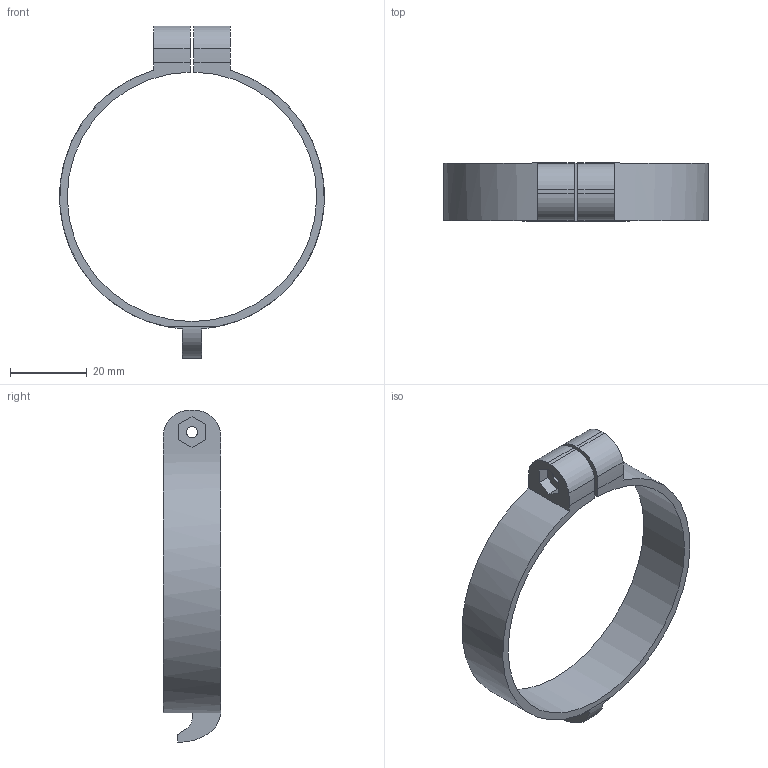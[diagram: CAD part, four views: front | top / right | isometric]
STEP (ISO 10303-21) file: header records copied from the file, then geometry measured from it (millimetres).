
FILE_DESCRIPTION(/* description */ (''),/* implementation_level */ '2;1');
FILE_NAME(/* name */ 'PROTO POUR BANDE ANTI MIRAGE.step',/* time_stamp */ '2022-01-09T21:22:24+01:00',/* author */ (''),/* organization */ (''),/* preprocessor_version */ 'ST-DEVELOPER v18.1',/* originating_system */ 'Autodesk Translation Framework v10.10.0.1391',/* authorisation */ '');
FILE_SCHEMA (('AUTOMOTIVE_DESIGN { 1 0 10303 214 3 1 1 }'));
Length unit declared in the file: millimetre
Products named in the file (1): PROTO POUR BANDE ANTI MIRAGE a-tec
Bounding box: 68.9 x 15 x 86.5 mm (x, y, z)
Volume: 8763 mm3; surface area: 8450.7 mm2
Topology: 1 solids, 1 shells, 41 faces, 109 edges, 72 vertices
Faces by surface type: plane 24, cylinder 17
Full cylindrical faces by diameter (mm): 3 x2, 8 x1
Entity records: 1328 total; most frequent: CARTESIAN_POINT 233, DIRECTION 225, ORIENTED_EDGE 218, EDGE_CURVE 109, AXIS2_PLACEMENT_3D 76, LINE 73, VECTOR 73, VERTEX_POINT 72
